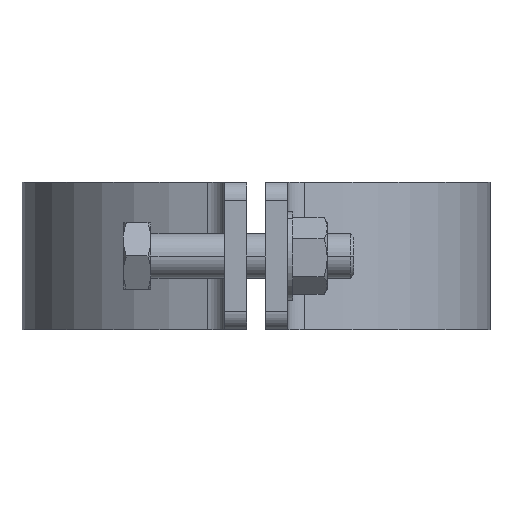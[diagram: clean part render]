
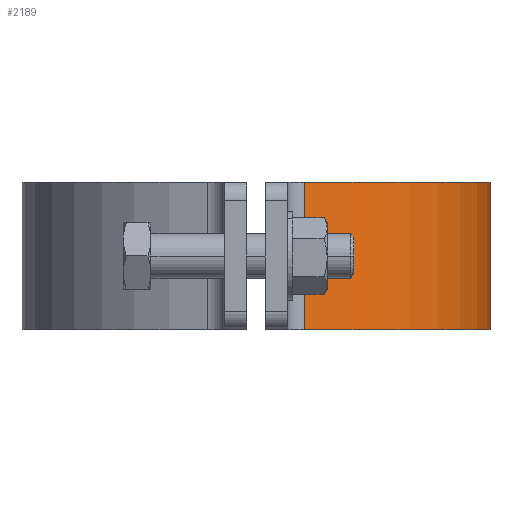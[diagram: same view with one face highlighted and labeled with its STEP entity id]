
A CAD part, left-side view. The second image highlights one B-rep face of the part: STEP entity #2189.
In plain terms, the highlighted cylindrical face has radius 63.5 mm (diameter 127 mm), a partial arc.
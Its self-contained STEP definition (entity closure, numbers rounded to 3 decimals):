
#3 = VERTEX_POINT ( 'NONE', #1130 ) ;
#77 = AXIS2_PLACEMENT_3D ( 'NONE', #315, #3497, #3546 ) ;
#217 = DIRECTION ( 'NONE',  ( 0., 0., -1. ) ) ;
#315 = CARTESIAN_POINT ( 'NONE',  ( 0., 0., 20. ) ) ;
#587 = CARTESIAN_POINT ( 'NONE',  ( 0., 0., 20. ) ) ;
#597 = ORIENTED_EDGE ( 'NONE', *, *, #995, .F. ) ;
#607 = EDGE_CURVE ( 'NONE', #855, #1781, #2081, .T. ) ;
#855 = VERTEX_POINT ( 'NONE', #3332 ) ;
#858 = EDGE_CURVE ( 'NONE', #1781, #3, #3005, .T. ) ;
#995 = EDGE_CURVE ( 'NONE', #3056, #3, #3974, .T. ) ;
#1130 = CARTESIAN_POINT ( 'NONE',  ( 62.103, 13.248, -20. ) ) ;
#1131 = ORIENTED_EDGE ( 'NONE', *, *, #607, .T. ) ;
#1194 = CARTESIAN_POINT ( 'NONE',  ( -62.103, 13.248, -20. ) ) ;
#1294 = AXIS2_PLACEMENT_3D ( 'NONE', #587, #3122, #2210 ) ;
#1400 = CARTESIAN_POINT ( 'NONE',  ( 62.103, 13.248, 20. ) ) ;
#1543 = AXIS2_PLACEMENT_3D ( 'NONE', #2879, #1605, #4150 ) ;
#1605 = DIRECTION ( 'NONE',  ( 0., 0., -1. ) ) ;
#1781 = VERTEX_POINT ( 'NONE', #2862 ) ;
#2081 = CIRCLE ( 'NONE', #77, 63.5 ) ;
#2189 = ADVANCED_FACE ( 'NONE', ( #3847 ), #2779, .T. ) ;
#2210 = DIRECTION ( 'NONE',  ( -1., 0., 0. ) ) ;
#2263 = ORIENTED_EDGE ( 'NONE', *, *, #858, .T. ) ;
#2305 = VECTOR ( 'NONE', #217, 1000. ) ;
#2467 = CARTESIAN_POINT ( 'NONE',  ( -62.103, 13.248, 20. ) ) ;
#2658 = EDGE_CURVE ( 'NONE', #855, #3056, #3098, .T. ) ;
#2778 = EDGE_LOOP ( 'NONE', ( #597, #3403, #1131, #2263 ) ) ;
#2779 = CYLINDRICAL_SURFACE ( 'NONE', #1294, 63.5 ) ;
#2862 = CARTESIAN_POINT ( 'NONE',  ( 62.103, 13.248, 20. ) ) ;
#2879 = CARTESIAN_POINT ( 'NONE',  ( 0., 0., -20. ) ) ;
#3005 = LINE ( 'NONE', #1400, #3577 ) ;
#3056 = VERTEX_POINT ( 'NONE', #1194 ) ;
#3098 = LINE ( 'NONE', #2467, #2305 ) ;
#3122 = DIRECTION ( 'NONE',  ( 0., 0., -1. ) ) ;
#3332 = CARTESIAN_POINT ( 'NONE',  ( -62.103, 13.248, 20. ) ) ;
#3391 = DIRECTION ( 'NONE',  ( 0., 0., -1. ) ) ;
#3403 = ORIENTED_EDGE ( 'NONE', *, *, #2658, .F. ) ;
#3497 = DIRECTION ( 'NONE',  ( 0., 0., -1. ) ) ;
#3546 = DIRECTION ( 'NONE',  ( 1., 0., 0. ) ) ;
#3577 = VECTOR ( 'NONE', #3391, 1000. ) ;
#3847 = FACE_OUTER_BOUND ( 'NONE', #2778, .T. ) ;
#3974 = CIRCLE ( 'NONE', #1543, 63.5 ) ;
#4150 = DIRECTION ( 'NONE',  ( 1., 0., 0. ) ) ;
